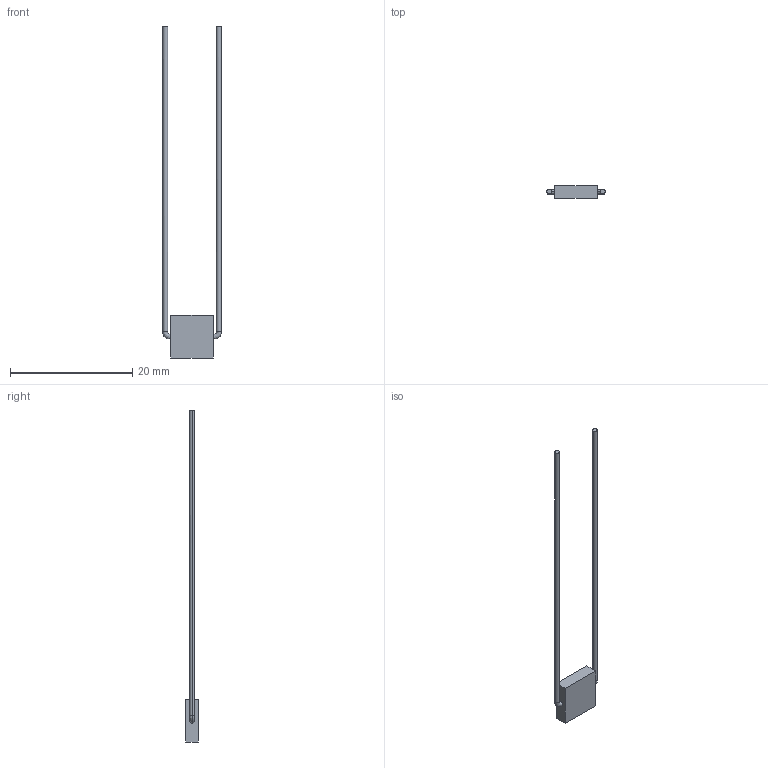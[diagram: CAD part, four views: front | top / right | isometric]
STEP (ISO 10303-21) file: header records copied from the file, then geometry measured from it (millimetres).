
FILE_DESCRIPTION (( 'STEP AP214' ), '1' );
FILE_NAME ('CTN002590.STEP', '2016-04-22T01:45:24', ( '' ), ( '' ), 'SwSTEP 2.0', 'SolidWorks 2014', '' );
FILE_SCHEMA (( 'AUTOMOTIVE_DESIGN' ));
Length unit declared in the file: millimetre
Products named in the file (1): CTN002590
Bounding box: 9.56 x 2 x 54.29 mm (x, y, z)
Volume: 149.6 mm3; surface area: 414.2 mm2
Topology: 3 solids, 3 shells, 18 faces, 32 edges, 20 vertices
Faces by surface type: plane 10, bspline 8
Entity records: 962 total; most frequent: CARTESIAN_POINT 559, ORIENTED_EDGE 64, DIRECTION 42, EDGE_CURVE 32, VERTEX_POINT 20, EDGE_LOOP 18, ADVANCED_FACE 18, FACE_OUTER_BOUND 18
